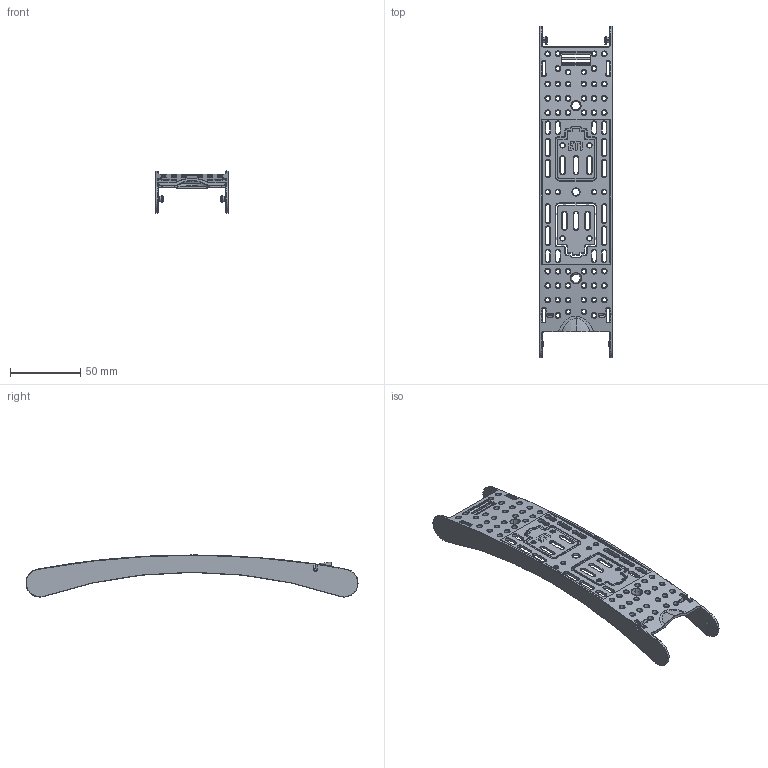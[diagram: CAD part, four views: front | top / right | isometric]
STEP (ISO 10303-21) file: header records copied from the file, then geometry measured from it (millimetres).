
FILE_DESCRIPTION((''),'2;1');
FILE_NAME('ASM9803_ASM','2021-11-15T',('marketing.praksa'),('Audax d.o.o.'),'CREO PARAMETRIC BY PTC INC, 2017480','CREO PARAMETRIC BY PTC INC, 2017480','');
FILE_SCHEMA(('AUTOMOTIVE_DESIGN { 1 0 10303 214 1 1 1 1 }'));
Products named in the file (3): PZP_PT1_ETI; PRT9840; ASM9803_ASM
Assembly tree (2 placements, depth 2):
  ASM9803_ASM
    PZP_PT1_ETI
    PRT9840
Bounding box: 52 x 236.76 x 30.01 mm (x, y, z)
Volume: 29027.3 mm3; surface area: 38659.7 mm2
Topology: 4 solids, 4 shells, 2050 faces, 5495 edges, 3318 vertices
Faces by surface type: cylinder 672, plane 470, bspline 411, torus 244, sphere 153, cone 100
Entity records: 119170 total; most frequent: CARTESIAN_POINT 40215, ORIENTED_EDGE 10740, DIRECTION 9096, PRESENTATION_STYLE_ASSIGNMENT 7424, STYLED_ITEM 7424, CURVE_STYLE 5370, EDGE_CURVE 5370, AXIS2_PLACEMENT_3D 3508
